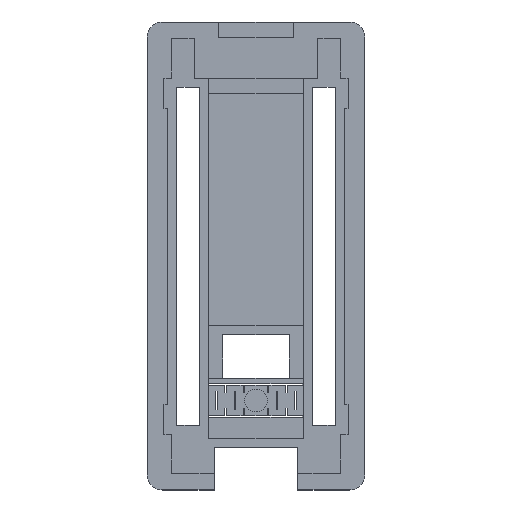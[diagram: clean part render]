
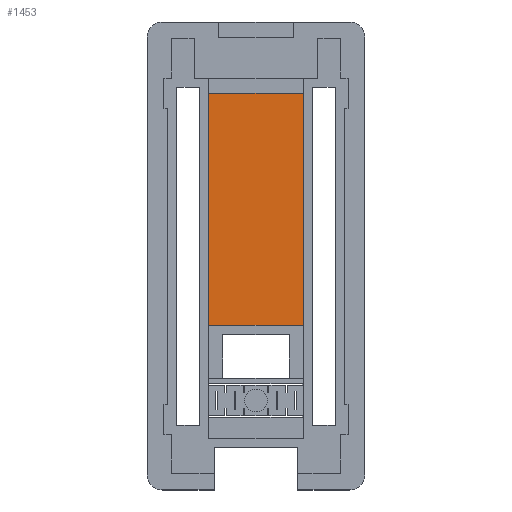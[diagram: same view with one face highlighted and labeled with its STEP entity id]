
A CAD part, top view. The second image highlights one B-rep face of the part: STEP entity #1453.
In plain terms, the highlighted planar face has unit normal (0, 0, 1).
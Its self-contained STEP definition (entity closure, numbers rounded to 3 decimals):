
#130 = DIRECTION ( 'NONE',  ( 0., 0., -1. ) ) ;
#211 = PLANE ( 'NONE',  #3033 ) ;
#216 = VERTEX_POINT ( 'NONE', #3221 ) ;
#225 = EDGE_CURVE ( 'NONE', #3487, #1922, #1654, .T. ) ;
#233 = DIRECTION ( 'NONE',  ( 1., 0., 0. ) ) ;
#503 = EDGE_CURVE ( 'NONE', #1569, #1922, #3742, .T. ) ;
#522 = CARTESIAN_POINT ( 'NONE',  ( 5.9, 5.1, 1.2 ) ) ;
#567 = ORIENTED_EDGE ( 'NONE', *, *, #225, .F. ) ;
#868 = CARTESIAN_POINT ( 'NONE',  ( 0., 19.5, 1.2 ) ) ;
#1109 = CARTESIAN_POINT ( 'NONE',  ( -0.2, -0.2, 1.2 ) ) ;
#1453 = ADVANCED_FACE ( 'NONE', ( #3091 ), #211, .F. ) ;
#1569 = VERTEX_POINT ( 'NONE', #3132 ) ;
#1590 = CARTESIAN_POINT ( 'NONE',  ( 5.9, 50.1, 1.2 ) ) ;
#1600 = EDGE_CURVE ( 'NONE', #216, #3487, #3467, .T. ) ;
#1654 = LINE ( 'NONE', #2970, #2334 ) ;
#1779 = DIRECTION ( 'NONE',  ( -1., 0., 0. ) ) ;
#1862 = VECTOR ( 'NONE', #233, 1000. ) ;
#1922 = VERTEX_POINT ( 'NONE', #3244 ) ;
#2334 = VECTOR ( 'NONE', #3871, 1000. ) ;
#2366 = VECTOR ( 'NONE', #3831, 1000. ) ;
#2455 = LINE ( 'NONE', #522, #3408 ) ;
#2690 = ORIENTED_EDGE ( 'NONE', *, *, #503, .T. ) ;
#2964 = ORIENTED_EDGE ( 'NONE', *, *, #1600, .F. ) ;
#2970 = CARTESIAN_POINT ( 'NONE',  ( 18.4, 52.1, 1.2 ) ) ;
#3033 = AXIS2_PLACEMENT_3D ( 'NONE', #1109, #130, #1779 ) ;
#3091 = FACE_OUTER_BOUND ( 'NONE', #3092, .T. ) ;
#3092 = EDGE_LOOP ( 'NONE', ( #3768, #2690, #567, #2964 ) ) ;
#3132 = CARTESIAN_POINT ( 'NONE',  ( 5.9, 19.5, 1.2 ) ) ;
#3174 = EDGE_CURVE ( 'NONE', #1569, #216, #2455, .T. ) ;
#3221 = CARTESIAN_POINT ( 'NONE',  ( 5.9, 50.1, 1.2 ) ) ;
#3244 = CARTESIAN_POINT ( 'NONE',  ( 18.4, 19.5, 1.2 ) ) ;
#3408 = VECTOR ( 'NONE', #3731, 1000. ) ;
#3467 = LINE ( 'NONE', #1590, #2366 ) ;
#3470 = CARTESIAN_POINT ( 'NONE',  ( 18.4, 50.1, 1.2 ) ) ;
#3487 = VERTEX_POINT ( 'NONE', #3470 ) ;
#3731 = DIRECTION ( 'NONE',  ( 0., 1., 0. ) ) ;
#3742 = LINE ( 'NONE', #868, #1862 ) ;
#3768 = ORIENTED_EDGE ( 'NONE', *, *, #3174, .F. ) ;
#3831 = DIRECTION ( 'NONE',  ( 1., 0., 0. ) ) ;
#3871 = DIRECTION ( 'NONE',  ( 0., -1., 0. ) ) ;
